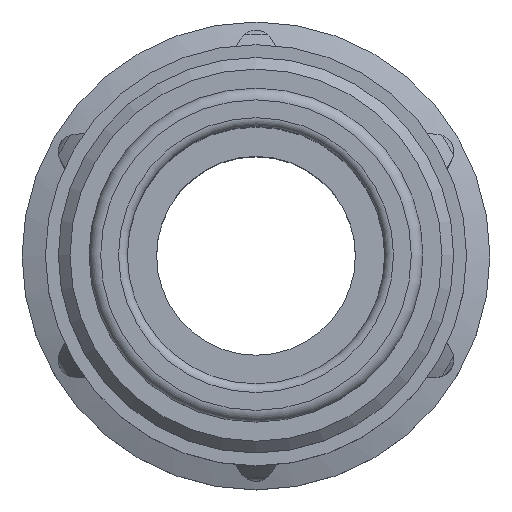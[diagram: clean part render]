
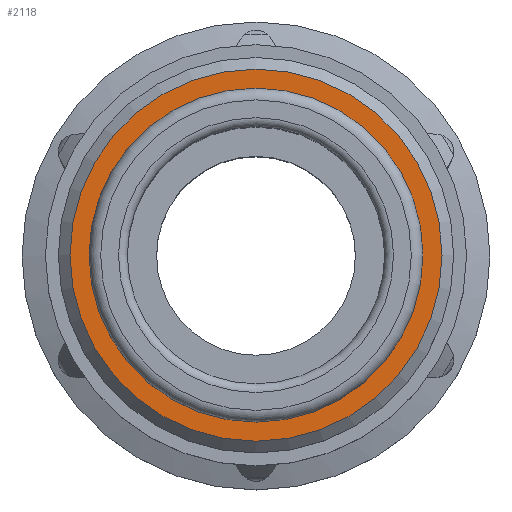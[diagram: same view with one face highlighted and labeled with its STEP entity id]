
A CAD part, top view. The second image highlights one B-rep face of the part: STEP entity #2118.
In plain terms, the highlighted planar face has unit normal (0, 0, 1).
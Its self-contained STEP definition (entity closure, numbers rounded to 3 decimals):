
#34=PLANE('',#2342);
#333=CIRCLE('',#2341,11.975);
#334=CIRCLE('',#2343,15.9);
#672=ORIENTED_EDGE('',*,*,#1240,.F.);
#673=ORIENTED_EDGE('',*,*,#1239,.T.);
#1239=EDGE_CURVE('',#1493,#1493,#333,.T.);
#1240=EDGE_CURVE('',#1494,#1494,#334,.T.);
#1493=VERTEX_POINT('',#3832);
#1494=VERTEX_POINT('',#3835);
#1774=EDGE_LOOP('',(#672));
#1775=EDGE_LOOP('',(#673));
#1936=FACE_BOUND('',#1774,.T.);
#1937=FACE_BOUND('',#1775,.T.);
#2118=ADVANCED_FACE('',(#1936,#1937),#34,.F.);
#2341=AXIS2_PLACEMENT_3D('',#3831,#2798,#2799);
#2342=AXIS2_PLACEMENT_3D('',#3833,#2800,#2801);
#2343=AXIS2_PLACEMENT_3D('',#3834,#2802,#2803);
#2798=DIRECTION('',(0.,0.,-1.));
#2799=DIRECTION('',(-1.,0.,0.));
#2800=DIRECTION('',(0.,0.,-1.));
#2801=DIRECTION('',(-1.,0.,0.));
#2802=DIRECTION('',(0.,0.,-1.));
#2803=DIRECTION('',(-1.,0.,0.));
#3831=CARTESIAN_POINT('',(0.,0.,44.72));
#3832=CARTESIAN_POINT('',(-11.975,0.,44.72));
#3833=CARTESIAN_POINT('',(0.,11.975,44.72));
#3834=CARTESIAN_POINT('',(0.,0.,44.72));
#3835=CARTESIAN_POINT('',(-15.9,0.,44.72));
